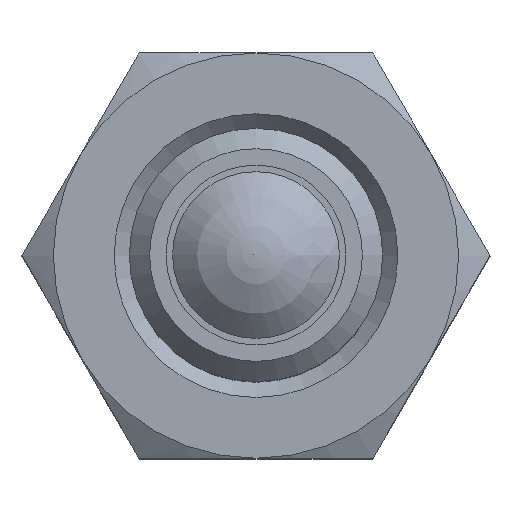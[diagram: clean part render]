
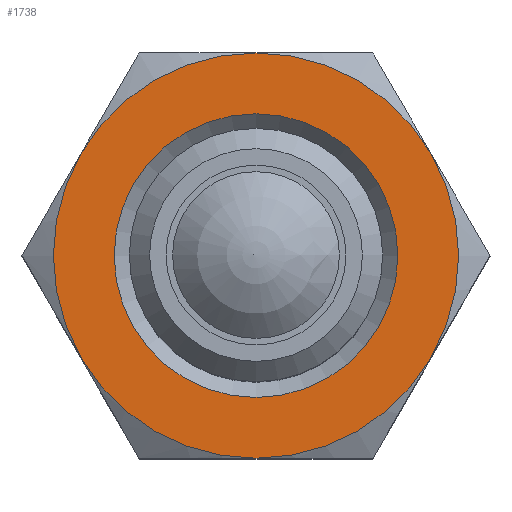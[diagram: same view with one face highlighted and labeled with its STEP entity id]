
A CAD part, top view. The second image highlights one B-rep face of the part: STEP entity #1738.
In plain terms, the highlighted planar face has unit normal (0, 0, 1).
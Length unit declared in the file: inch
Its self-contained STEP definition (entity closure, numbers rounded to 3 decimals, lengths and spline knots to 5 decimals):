
#16 = CIRCLE ( 'NONE', #1179, 0.11024 ) ;
#21 = PLANE ( 'NONE',  #499 ) ;
#30 = DIRECTION ( 'NONE',  ( 0., 0., 1. ) ) ;
#36 = CARTESIAN_POINT ( 'NONE',  ( -0.13638, -0.07874, -0.27362 ) ) ;
#42 = AXIS2_PLACEMENT_3D ( 'NONE', #103, #802, #1667 ) ;
#44 = CARTESIAN_POINT ( 'NONE',  ( 0., -0.15748, -0.27362 ) ) ;
#103 = CARTESIAN_POINT ( 'NONE',  ( 0., 0., -0.27362 ) ) ;
#114 = EDGE_CURVE ( 'NONE', #1249, #625, #1857, .T. ) ;
#136 = CIRCLE ( 'NONE', #1225, 0.15748 ) ;
#162 = DIRECTION ( 'NONE',  ( 0.5, 0.866, 0. ) ) ;
#164 = DIRECTION ( 'NONE',  ( -0.5, -0.866, 0. ) ) ;
#206 = VERTEX_POINT ( 'NONE', #648 ) ;
#239 = ORIENTED_EDGE ( 'NONE', *, *, #862, .T. ) ;
#457 = VERTEX_POINT ( 'NONE', #1065 ) ;
#472 = CARTESIAN_POINT ( 'NONE',  ( -0.09092, 0.15748, -0.27362 ) ) ;
#476 = CARTESIAN_POINT ( 'NONE',  ( 0., 0., -0.27362 ) ) ;
#498 = CARTESIAN_POINT ( 'NONE',  ( 0., 0.15748, -0.27362 ) ) ;
#499 = AXIS2_PLACEMENT_3D ( 'NONE', #472, #605, #164 ) ;
#500 = ORIENTED_EDGE ( 'NONE', *, *, #828, .T. ) ;
#592 = DIRECTION ( 'NONE',  ( 0.5, 0.866, 0. ) ) ;
#605 = DIRECTION ( 'NONE',  ( 0., 0., 1. ) ) ;
#625 = VERTEX_POINT ( 'NONE', #498 ) ;
#635 = DIRECTION ( 'NONE',  ( 0.5, 0.866, 0. ) ) ;
#646 = AXIS2_PLACEMENT_3D ( 'NONE', #476, #1040, #635 ) ;
#647 = ORIENTED_EDGE ( 'NONE', *, *, #1703, .T. ) ;
#648 = CARTESIAN_POINT ( 'NONE',  ( -0.13638, 0.07874, -0.27362 ) ) ;
#654 = FACE_OUTER_BOUND ( 'NONE', #723, .T. ) ;
#700 = EDGE_LOOP ( 'NONE', ( #500 ) ) ;
#717 = CIRCLE ( 'NONE', #1476, 0.15748 ) ;
#718 = DIRECTION ( 'NONE',  ( 0.5, 0.866, 0. ) ) ;
#723 = EDGE_LOOP ( 'NONE', ( #1499, #1045, #647, #999, #239, #1086 ) ) ;
#726 = DIRECTION ( 'NONE',  ( 0., 0., -1. ) ) ;
#802 = DIRECTION ( 'NONE',  ( 0., 0., 1. ) ) ;
#803 = VERTEX_POINT ( 'NONE', #36 ) ;
#811 = CIRCLE ( 'NONE', #941, 0.15748 ) ;
#817 = CARTESIAN_POINT ( 'NONE',  ( 0., 0., -0.27362 ) ) ;
#828 = EDGE_CURVE ( 'NONE', #457, #457, #16, .T. ) ;
#862 = EDGE_CURVE ( 'NONE', #1083, #1249, #717, .T. ) ;
#941 = AXIS2_PLACEMENT_3D ( 'NONE', #817, #1244, #1103 ) ;
#981 = CARTESIAN_POINT ( 'NONE',  ( 0.13638, 0.07874, -0.27362 ) ) ;
#999 = ORIENTED_EDGE ( 'NONE', *, *, #1578, .T. ) ;
#1013 = DIRECTION ( 'NONE',  ( -0.5, -0.866, 0. ) ) ;
#1030 = CARTESIAN_POINT ( 'NONE',  ( 0., 0., -0.27362 ) ) ;
#1039 = FACE_BOUND ( 'NONE', #700, .T. ) ;
#1040 = DIRECTION ( 'NONE',  ( 0., 0., 1. ) ) ;
#1045 = ORIENTED_EDGE ( 'NONE', *, *, #1333, .T. ) ;
#1065 = CARTESIAN_POINT ( 'NONE',  ( -0.05512, -0.09547, -0.27362 ) ) ;
#1079 = CIRCLE ( 'NONE', #646, 0.15748 ) ;
#1083 = VERTEX_POINT ( 'NONE', #1087 ) ;
#1086 = ORIENTED_EDGE ( 'NONE', *, *, #114, .T. ) ;
#1087 = CARTESIAN_POINT ( 'NONE',  ( 0.13638, -0.07874, -0.27362 ) ) ;
#1103 = DIRECTION ( 'NONE',  ( 0.5, 0.866, 0. ) ) ;
#1179 = AXIS2_PLACEMENT_3D ( 'NONE', #1415, #726, #1013 ) ;
#1187 = CIRCLE ( 'NONE', #1437, 0.15748 ) ;
#1225 = AXIS2_PLACEMENT_3D ( 'NONE', #1322, #30, #718 ) ;
#1244 = DIRECTION ( 'NONE',  ( 0., 0., 1. ) ) ;
#1249 = VERTEX_POINT ( 'NONE', #981 ) ;
#1311 = DIRECTION ( 'NONE',  ( 0., 0., 1. ) ) ;
#1322 = CARTESIAN_POINT ( 'NONE',  ( 0., 0., -0.27362 ) ) ;
#1329 = CARTESIAN_POINT ( 'NONE',  ( 0., 0., -0.27362 ) ) ;
#1333 = EDGE_CURVE ( 'NONE', #206, #803, #1187, .T. ) ;
#1415 = CARTESIAN_POINT ( 'NONE',  ( 0., 0., -0.27362 ) ) ;
#1437 = AXIS2_PLACEMENT_3D ( 'NONE', #1329, #1311, #162 ) ;
#1447 = EDGE_CURVE ( 'NONE', #625, #206, #1079, .T. ) ;
#1476 = AXIS2_PLACEMENT_3D ( 'NONE', #1030, #1557, #592 ) ;
#1499 = ORIENTED_EDGE ( 'NONE', *, *, #1447, .T. ) ;
#1557 = DIRECTION ( 'NONE',  ( 0., 0., 1. ) ) ;
#1578 = EDGE_CURVE ( 'NONE', #1730, #1083, #811, .T. ) ;
#1667 = DIRECTION ( 'NONE',  ( 0.5, 0.866, 0. ) ) ;
#1703 = EDGE_CURVE ( 'NONE', #803, #1730, #136, .T. ) ;
#1730 = VERTEX_POINT ( 'NONE', #44 ) ;
#1738 = ADVANCED_FACE ( 'NONE', ( #1039, #654 ), #21, .T. ) ;
#1857 = CIRCLE ( 'NONE', #42, 0.15748 ) ;
